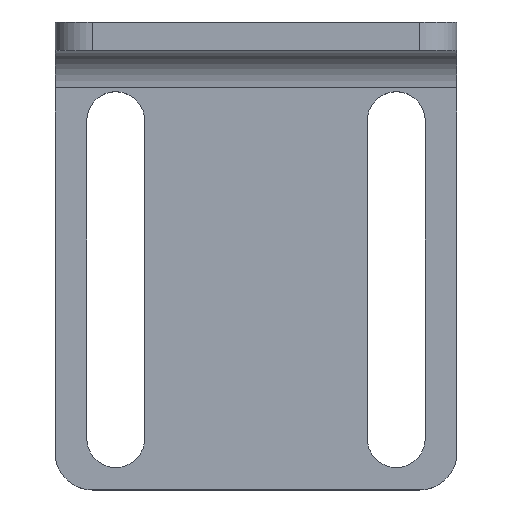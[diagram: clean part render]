
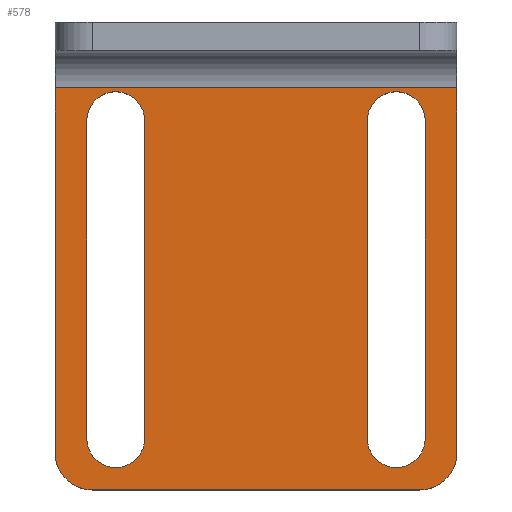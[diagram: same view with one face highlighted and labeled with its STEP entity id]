
A CAD part, top view. The second image highlights one B-rep face of the part: STEP entity #578.
In plain terms, the highlighted planar face has unit normal (0, 0, 1).
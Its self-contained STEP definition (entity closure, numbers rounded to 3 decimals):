
#38=CIRCLE('',#626,3.1);
#39=CIRCLE('',#627,3.1);
#40=CIRCLE('',#628,3.1);
#41=CIRCLE('',#629,3.1);
#42=CIRCLE('',#630,4.);
#43=CIRCLE('',#631,4.);
#86=ORIENTED_EDGE('',*,*,#254,.F.);
#87=ORIENTED_EDGE('',*,*,#255,.F.);
#88=ORIENTED_EDGE('',*,*,#256,.F.);
#89=ORIENTED_EDGE('',*,*,#257,.F.);
#90=ORIENTED_EDGE('',*,*,#258,.F.);
#91=ORIENTED_EDGE('',*,*,#259,.F.);
#92=ORIENTED_EDGE('',*,*,#260,.F.);
#93=ORIENTED_EDGE('',*,*,#261,.F.);
#94=ORIENTED_EDGE('',*,*,#248,.T.);
#95=ORIENTED_EDGE('',*,*,#262,.T.);
#96=ORIENTED_EDGE('',*,*,#233,.F.);
#97=ORIENTED_EDGE('',*,*,#263,.T.);
#98=ORIENTED_EDGE('',*,*,#245,.F.);
#99=ORIENTED_EDGE('',*,*,#264,.T.);
#233=EDGE_CURVE('',#317,#314,#373,.T.);
#245=EDGE_CURVE('',#329,#322,#383,.T.);
#248=EDGE_CURVE('',#333,#332,#386,.T.);
#254=EDGE_CURVE('',#338,#339,#390,.T.);
#255=EDGE_CURVE('',#340,#338,#38,.F.);
#256=EDGE_CURVE('',#341,#340,#391,.T.);
#257=EDGE_CURVE('',#339,#341,#39,.F.);
#258=EDGE_CURVE('',#342,#343,#392,.T.);
#259=EDGE_CURVE('',#344,#342,#40,.F.);
#260=EDGE_CURVE('',#345,#344,#393,.T.);
#261=EDGE_CURVE('',#343,#345,#41,.F.);
#262=EDGE_CURVE('',#332,#314,#42,.F.);
#263=EDGE_CURVE('',#317,#322,#43,.F.);
#264=EDGE_CURVE('',#329,#333,#394,.T.);
#314=VERTEX_POINT('',#852);
#317=VERTEX_POINT('',#857);
#322=VERTEX_POINT('',#870);
#329=VERTEX_POINT('',#883);
#332=VERTEX_POINT('',#890);
#333=VERTEX_POINT('',#892);
#338=VERTEX_POINT('',#904);
#339=VERTEX_POINT('',#905);
#340=VERTEX_POINT('',#907);
#341=VERTEX_POINT('',#909);
#342=VERTEX_POINT('',#912);
#343=VERTEX_POINT('',#913);
#344=VERTEX_POINT('',#915);
#345=VERTEX_POINT('',#917);
#373=LINE('',#858,#429);
#383=LINE('',#884,#439);
#386=LINE('',#891,#442);
#390=LINE('',#903,#446);
#391=LINE('',#908,#447);
#392=LINE('',#911,#448);
#393=LINE('',#916,#449);
#394=LINE('',#921,#450);
#429=VECTOR('',#682,1000.);
#439=VECTOR('',#700,1000.);
#442=VECTOR('',#705,1000.);
#446=VECTOR('',#715,1000.);
#447=VECTOR('',#718,1000.);
#448=VECTOR('',#721,1000.);
#449=VECTOR('',#724,1000.);
#450=VECTOR('',#731,1000.);
#486=EDGE_LOOP('',(#86,#87,#88,#89));
#487=EDGE_LOOP('',(#90,#91,#92,#93));
#488=EDGE_LOOP('',(#94,#95,#96,#97,#98,#99));
#524=FACE_BOUND('',#486,.T.);
#525=FACE_BOUND('',#487,.T.);
#526=FACE_BOUND('',#488,.T.);
#562=PLANE('',#625);
#578=ADVANCED_FACE('',(#524,#525,#526),#562,.F.);
#625=AXIS2_PLACEMENT_3D('',#902,#713,#714);
#626=AXIS2_PLACEMENT_3D('',#906,#716,#717);
#627=AXIS2_PLACEMENT_3D('',#910,#719,#720);
#628=AXIS2_PLACEMENT_3D('',#914,#722,#723);
#629=AXIS2_PLACEMENT_3D('',#918,#725,#726);
#630=AXIS2_PLACEMENT_3D('',#919,#727,#728);
#631=AXIS2_PLACEMENT_3D('',#920,#729,#730);
#682=DIRECTION('',(-1.,0.,0.));
#700=DIRECTION('',(0.,-1.,0.));
#705=DIRECTION('',(0.,-1.,0.));
#713=DIRECTION('',(0.,0.,-1.));
#714=DIRECTION('',(-1.,0.,0.));
#715=DIRECTION('',(0.,-1.,0.));
#716=DIRECTION('',(0.,0.,-1.));
#717=DIRECTION('',(-1.,0.,0.));
#718=DIRECTION('',(0.,1.,0.));
#719=DIRECTION('',(0.,0.,-1.));
#720=DIRECTION('',(-1.,0.,0.));
#721=DIRECTION('',(0.,-1.,0.));
#722=DIRECTION('',(0.,0.,-1.));
#723=DIRECTION('',(-1.,0.,0.));
#724=DIRECTION('',(0.,1.,0.));
#725=DIRECTION('',(0.,0.,-1.));
#726=DIRECTION('',(-1.,0.,0.));
#727=DIRECTION('',(0.,0.,-1.));
#728=DIRECTION('',(-1.,0.,0.));
#729=DIRECTION('',(0.,0.,-1.));
#730=DIRECTION('',(-1.,0.,0.));
#731=DIRECTION('',(-1.,0.,0.));
#852=CARTESIAN_POINT('',(-17.5,0.,3.));
#857=CARTESIAN_POINT('',(17.5,0.,3.));
#858=CARTESIAN_POINT('',(21.5,0.,3.));
#870=CARTESIAN_POINT('',(21.5,4.,3.));
#883=CARTESIAN_POINT('',(21.5,43.,3.));
#884=CARTESIAN_POINT('',(21.5,43.,3.));
#890=CARTESIAN_POINT('',(-21.5,4.,3.));
#891=CARTESIAN_POINT('',(-21.5,43.,3.));
#892=CARTESIAN_POINT('',(-21.5,43.,3.));
#902=CARTESIAN_POINT('',(21.5,43.,3.));
#903=CARTESIAN_POINT('',(-18.1,43.,3.));
#904=CARTESIAN_POINT('',(-18.1,39.5,3.));
#905=CARTESIAN_POINT('',(-18.1,5.5,3.));
#906=CARTESIAN_POINT('',(-15.,39.5,3.));
#907=CARTESIAN_POINT('',(-11.9,39.5,3.));
#908=CARTESIAN_POINT('',(-11.9,43.,3.));
#909=CARTESIAN_POINT('',(-11.9,5.5,3.));
#910=CARTESIAN_POINT('',(-15.,5.5,3.));
#911=CARTESIAN_POINT('',(11.9,43.,3.));
#912=CARTESIAN_POINT('',(11.9,39.5,3.));
#913=CARTESIAN_POINT('',(11.9,5.5,3.));
#914=CARTESIAN_POINT('',(15.,39.5,3.));
#915=CARTESIAN_POINT('',(18.1,39.5,3.));
#916=CARTESIAN_POINT('',(18.1,43.,3.));
#917=CARTESIAN_POINT('',(18.1,5.5,3.));
#918=CARTESIAN_POINT('',(15.,5.5,3.));
#919=CARTESIAN_POINT('',(-17.5,4.,3.));
#920=CARTESIAN_POINT('',(17.5,4.,3.));
#921=CARTESIAN_POINT('',(21.5,43.,3.));
